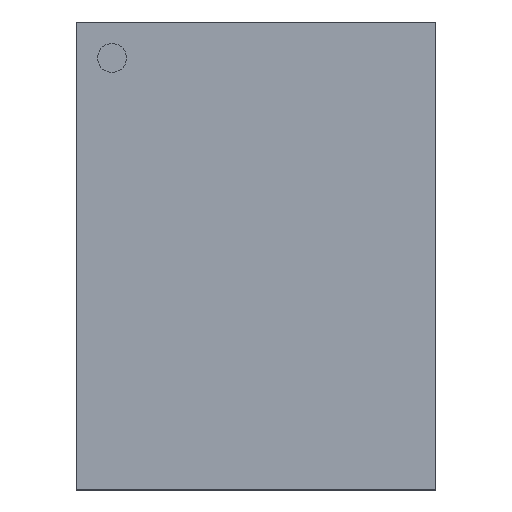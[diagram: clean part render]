
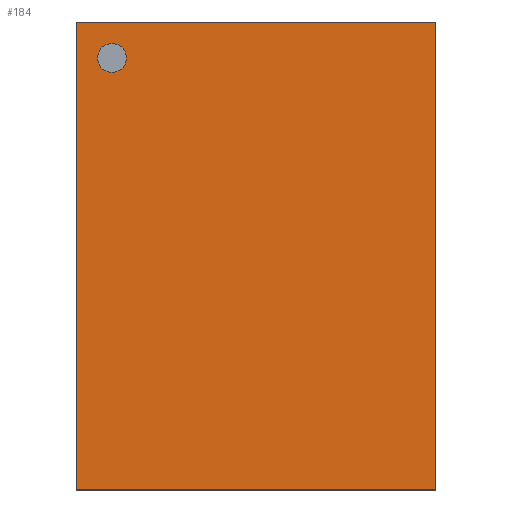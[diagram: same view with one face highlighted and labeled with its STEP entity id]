
A CAD part, top view. The second image highlights one B-rep face of the part: STEP entity #184.
In plain terms, the highlighted planar face has unit normal (0, 0, 1).
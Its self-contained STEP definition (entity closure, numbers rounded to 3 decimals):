
#70=CARTESIAN_POINT('',(-3.6,5.5,1.2));
#71=VERTEX_POINT('',#70);
#80=CARTESIAN_POINT('',(-4.4,5.5,1.2));
#81=VERTEX_POINT('',#80);
#82=CARTESIAN_POINT('',(-4.,5.5,1.2));
#83=DIRECTION('',(0.0,0.0,-1.0));
#84=DIRECTION('',(1.0,0.0,0.0));
#85=AXIS2_PLACEMENT_3D('',#82,#83,#84);
#86=CIRCLE('',#85,0.4);
#87=EDGE_CURVE('',#81,#71,#86,.T.);
#121=CARTESIAN_POINT('',(-4.,5.5,1.2));
#122=DIRECTION('',(0.0,0.0,-1.0));
#123=DIRECTION('',(1.0,0.0,0.0));
#124=AXIS2_PLACEMENT_3D('',#121,#122,#123);
#125=CIRCLE('',#124,0.4);
#126=EDGE_CURVE('',#71,#81,#125,.T.);
#141=CARTESIAN_POINT('',(0.0,0.,1.2));
#142=DIRECTION('',(0.0,0.0,1.0));
#143=DIRECTION('',(0.0,-1.0,0.0));
#144=AXIS2_PLACEMENT_3D('',#141,#142,#143);
#145=PLANE('',#144);
#146=CARTESIAN_POINT('',(-5.,-6.5,1.2));
#147=VERTEX_POINT('',#146);
#148=CARTESIAN_POINT('',(5.,-6.5,1.2));
#149=VERTEX_POINT('',#148);
#150=CARTESIAN_POINT('',(-5.,-6.5,1.2));
#151=DIRECTION('',(1.0,0.0,0.0));
#152=VECTOR('',#151,10.);
#153=LINE('',#150,#152);
#154=EDGE_CURVE('',#147,#149,#153,.T.);
#155=ORIENTED_EDGE('',*,*,#154,.T.);
#156=CARTESIAN_POINT('',(5.,6.5,1.2));
#157=VERTEX_POINT('',#156);
#158=CARTESIAN_POINT('',(5.,-6.5,1.2));
#159=DIRECTION('',(0.0,1.0,0.0));
#160=VECTOR('',#159,13.);
#161=LINE('',#158,#160);
#162=EDGE_CURVE('',#149,#157,#161,.T.);
#163=ORIENTED_EDGE('',*,*,#162,.T.);
#164=CARTESIAN_POINT('',(-5.,6.5,1.2));
#165=VERTEX_POINT('',#164);
#166=CARTESIAN_POINT('',(5.,6.5,1.2));
#167=DIRECTION('',(-1.0,0.0,0.0));
#168=VECTOR('',#167,10.);
#169=LINE('',#166,#168);
#170=EDGE_CURVE('',#157,#165,#169,.T.);
#171=ORIENTED_EDGE('',*,*,#170,.T.);
#172=CARTESIAN_POINT('',(-5.,6.5,1.2));
#173=DIRECTION('',(0.0,-1.0,0.0));
#174=VECTOR('',#173,13.);
#175=LINE('',#172,#174);
#176=EDGE_CURVE('',#165,#147,#175,.T.);
#177=ORIENTED_EDGE('',*,*,#176,.T.);
#178=EDGE_LOOP('',(#155,#163,#171,#177));
#179=FACE_OUTER_BOUND('',#178,.T.);
#180=ORIENTED_EDGE('',*,*,#126,.T.);
#181=ORIENTED_EDGE('',*,*,#87,.T.);
#182=EDGE_LOOP('',(#180,#181));
#183=FACE_BOUND('',#182,.T.);
#184=ADVANCED_FACE('',(#179,#183),#145,.T.);
